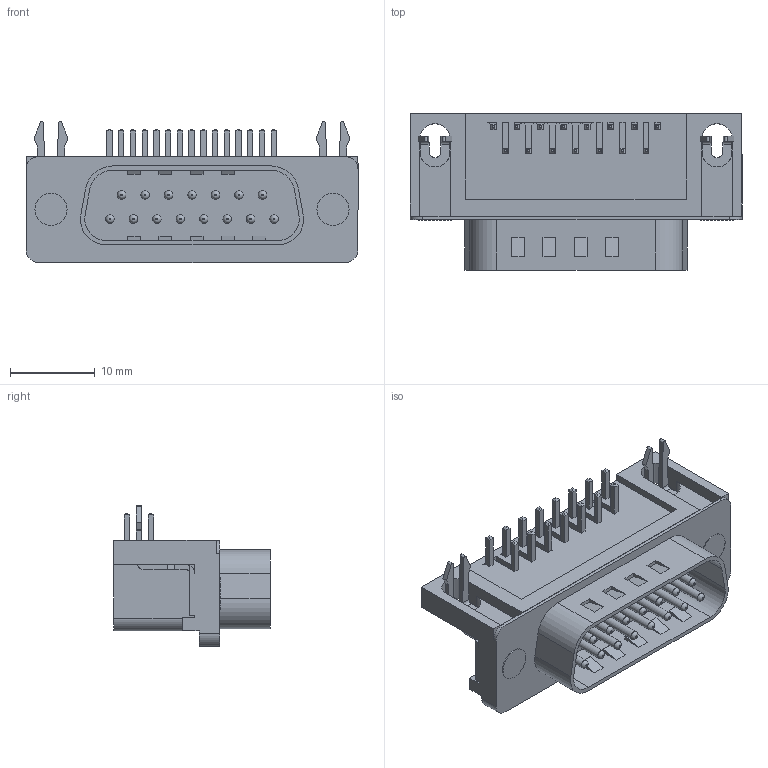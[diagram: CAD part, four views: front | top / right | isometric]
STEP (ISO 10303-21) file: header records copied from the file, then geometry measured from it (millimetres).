
FILE_DESCRIPTION (( 'STEP AP214' ), '1' );
FILE_NAME ('M-6E17C-015PAJ-121-REVT1.STEP', '2015-03-11T14:55:52', ( '' ), ( '' ), 'SwSTEP 2.0', 'SolidWorks 2014', '' );
FILE_SCHEMA (( 'AUTOMOTIVE_DESIGN' ));
Length unit declared in the file: millimetre
Products named in the file (1): M-6E17C-015PAJ-121-REVT1
Bounding box: 39.2 x 18.5 x 16.65 mm (x, y, z)
Volume: 5037.4 mm3; surface area: 4956.5 mm2
Topology: 2 solids, 2 shells, 588 faces, 1499 edges, 956 vertices
Faces by surface type: plane 488, cylinder 85, torus 15
Full cylindrical faces by diameter (mm): 1 x15, 1.1 x4, 1.8 x9, 3.8 x4, 4.1 x2, 4.15 x2, 5 x2
Entity records: 17420 total; most frequent: CARTESIAN_POINT 3336, ORIENTED_EDGE 2880, DIRECTION 2752, EDGE_CURVE 1440, VECTOR 1222, LINE 1222, VERTEX_POINT 950, AXIS2_PLACEMENT_3D 765
